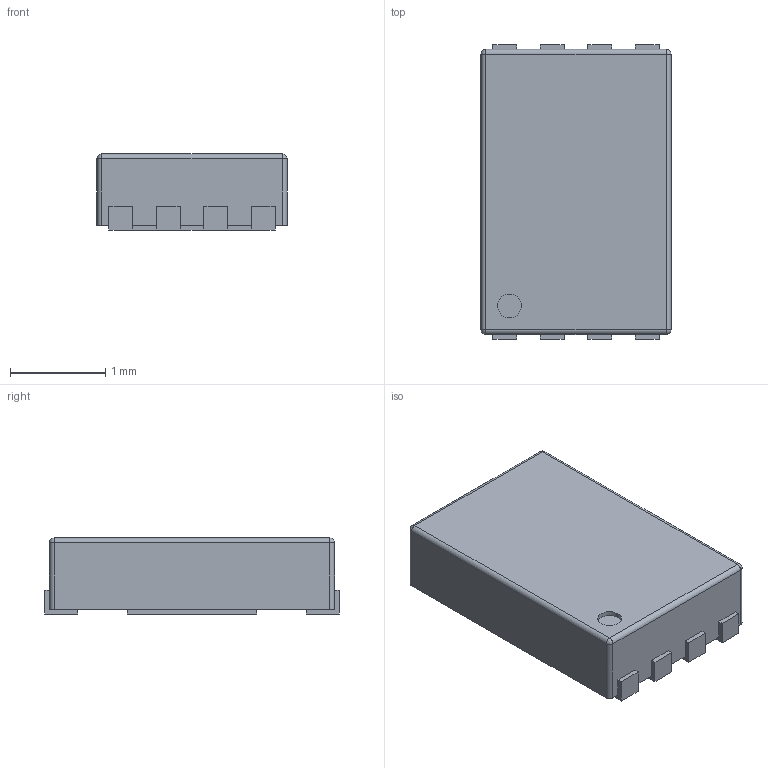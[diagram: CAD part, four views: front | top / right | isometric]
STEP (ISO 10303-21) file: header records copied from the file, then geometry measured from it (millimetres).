
FILE_DESCRIPTION (( 'STEP AP214' ), '1' );
FILE_NAME ('TDFN-8 (MN).STEP', '2020-11-16T07:58:07', ( '' ), ( '' ), 'SwSTEP 2.0', 'SolidWorks 2020', '' );
FILE_SCHEMA (( 'AUTOMOTIVE_DESIGN' ));
Length unit declared in the file: millimetre
Products named in the file (1): TDFN-8 (MN)
Bounding box: 2 x 3.1 x 0.8 mm (x, y, z)
Volume: 4.6 mm3; surface area: 24.6 mm2
Topology: 3 solids, 3 shells, 77 faces, 202 edges, 128 vertices
Faces by surface type: plane 63, cylinder 10, sphere 4
Entity records: 3129 total; most frequent: CARTESIAN_POINT 404, ORIENTED_EDGE 396, DIRECTION 374, EDGE_CURVE 198, LINE 178, VECTOR 178, VERTEX_POINT 128, AXIS2_PLACEMENT_3D 98
